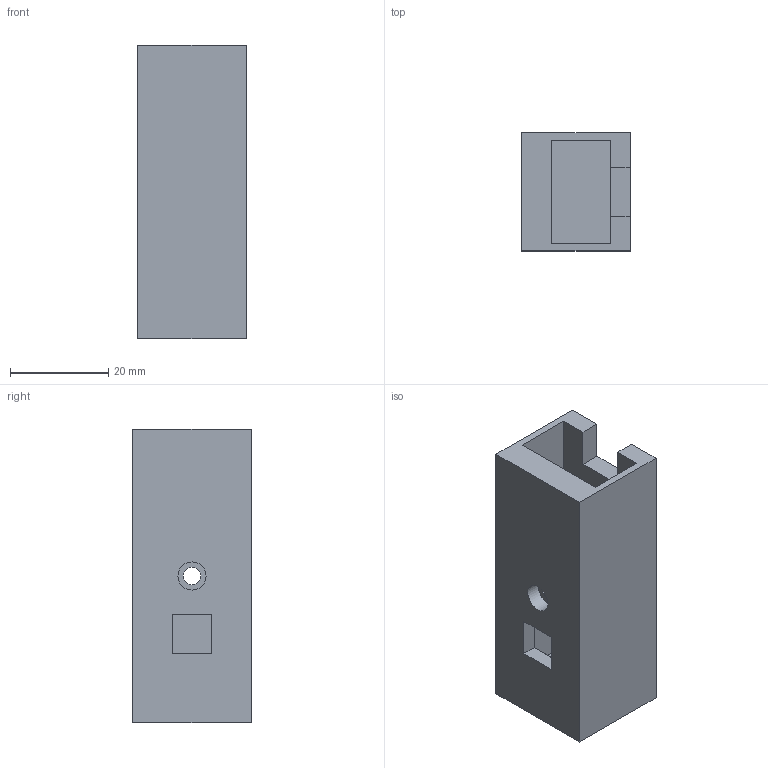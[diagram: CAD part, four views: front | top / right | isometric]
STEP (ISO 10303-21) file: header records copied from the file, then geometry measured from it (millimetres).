
FILE_DESCRIPTION(('FreeCAD Model'),'2;1');
FILE_NAME('caja-CCS811.step','2020-10-03T12:21:29',('Author'),(''), 'Open CASCADE STEP processor 7.3','FreeCAD','Unknown');
FILE_SCHEMA(('AUTOMOTIVE_DESIGN { 1 0 10303 214 1 1 1 1 }'));
Length unit declared in the file: millimetre
Products named in the file (1): caja-CCS811-e
Bounding box: 22 x 24 x 59.6 mm (x, y, z)
Volume: 16268.8 mm3; surface area: 10280.6 mm2
Topology: 1 solids, 1 shells, 33 faces, 83 edges, 54 vertices
Faces by surface type: plane 30, cylinder 3
Full cylindrical faces by diameter (mm): 3.5 x2, 5.7 x1
Entity records: 2092 total; most frequent: CARTESIAN_POINT 355, DIRECTION 320, LINE 237, VECTOR 237, ORIENTED_EDGE 166, PCURVE 166, DEFINITIONAL_REPRESENTATION 166, EDGE_CURVE 83
